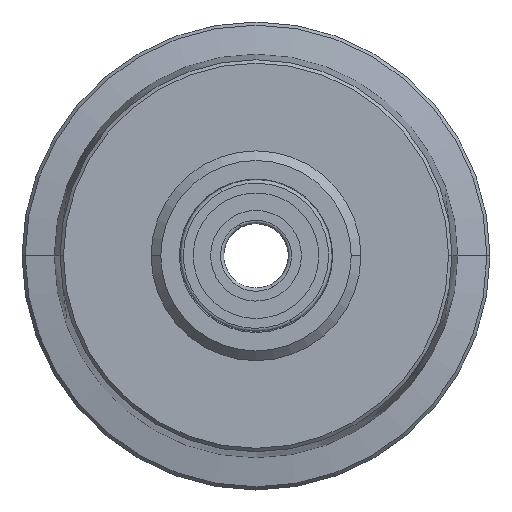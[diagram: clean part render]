
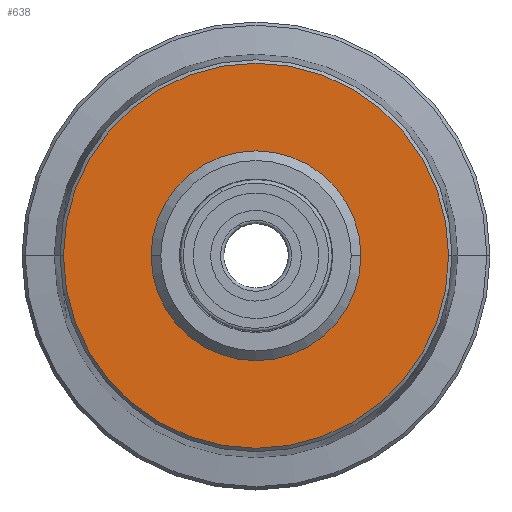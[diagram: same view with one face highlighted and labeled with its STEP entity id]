
A CAD part, top view. The second image highlights one B-rep face of the part: STEP entity #638.
In plain terms, the highlighted planar face has unit normal (0, 0, 1).
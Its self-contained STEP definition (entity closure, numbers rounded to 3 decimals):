
#441 = DIRECTION ( 'NONE',  ( 0., 0., -1. ) ) ;
#554 = AXIS2_PLACEMENT_3D ( 'NONE', #6041, #441, #3250 ) ;
#638 = ADVANCED_FACE ( 'NONE', ( #2864, #969 ), #1544, .F. ) ;
#799 = CARTESIAN_POINT ( 'NONE',  ( 0., 0., 49. ) ) ;
#814 = AXIS2_PLACEMENT_3D ( 'NONE', #1481, #2354, #4741 ) ;
#862 = ORIENTED_EDGE ( 'NONE', *, *, #5812, .T. ) ;
#910 = CIRCLE ( 'NONE', #1880, 59.666 ) ;
#912 = EDGE_LOOP ( 'NONE', ( #4107, #4052 ) ) ;
#969 = FACE_BOUND ( 'NONE', #5334, .T. ) ;
#1190 = VERTEX_POINT ( 'NONE', #3991 ) ;
#1481 = CARTESIAN_POINT ( 'NONE',  ( 0., 60.666, 49. ) ) ;
#1544 = PLANE ( 'NONE',  #814 ) ;
#1809 = DIRECTION ( 'NONE',  ( -1., 0., 0. ) ) ;
#1880 = AXIS2_PLACEMENT_3D ( 'NONE', #5068, #2297, #5650 ) ;
#2024 = VERTEX_POINT ( 'NONE', #4808 ) ;
#2089 = CIRCLE ( 'NONE', #3569, 32.5 ) ;
#2253 = CARTESIAN_POINT ( 'NONE',  ( 59.666, 0., 49. ) ) ;
#2297 = DIRECTION ( 'NONE',  ( 0., 0., 1. ) ) ;
#2354 = DIRECTION ( 'NONE',  ( 0., 0., -1. ) ) ;
#2362 = EDGE_CURVE ( 'NONE', #5797, #4220, #5986, .T. ) ;
#2668 = DIRECTION ( 'NONE',  ( 0., 0., 1. ) ) ;
#2864 = FACE_OUTER_BOUND ( 'NONE', #912, .T. ) ;
#3018 = EDGE_CURVE ( 'NONE', #1190, #2024, #2089, .T. ) ;
#3220 = DIRECTION ( 'NONE',  ( -1., 0., 0. ) ) ;
#3248 = CARTESIAN_POINT ( 'NONE',  ( 0., 0., 49. ) ) ;
#3250 = DIRECTION ( 'NONE',  ( -1., 0., 0. ) ) ;
#3374 = ORIENTED_EDGE ( 'NONE', *, *, #3018, .T. ) ;
#3569 = AXIS2_PLACEMENT_3D ( 'NONE', #799, #3642, #3220 ) ;
#3642 = DIRECTION ( 'NONE',  ( 0., 0., -1. ) ) ;
#3991 = CARTESIAN_POINT ( 'NONE',  ( -32.5, 0., 49. ) ) ;
#4052 = ORIENTED_EDGE ( 'NONE', *, *, #2362, .T. ) ;
#4107 = ORIENTED_EDGE ( 'NONE', *, *, #6063, .T. ) ;
#4220 = VERTEX_POINT ( 'NONE', #4509 ) ;
#4509 = CARTESIAN_POINT ( 'NONE',  ( -59.666, 0., 49. ) ) ;
#4741 = DIRECTION ( 'NONE',  ( -1., 0., 0. ) ) ;
#4808 = CARTESIAN_POINT ( 'NONE',  ( 32.5, 0., 49. ) ) ;
#5068 = CARTESIAN_POINT ( 'NONE',  ( 0., 0., 49. ) ) ;
#5334 = EDGE_LOOP ( 'NONE', ( #3374, #862 ) ) ;
#5482 = AXIS2_PLACEMENT_3D ( 'NONE', #3248, #2668, #1809 ) ;
#5650 = DIRECTION ( 'NONE',  ( -1., 0., 0. ) ) ;
#5797 = VERTEX_POINT ( 'NONE', #2253 ) ;
#5812 = EDGE_CURVE ( 'NONE', #2024, #1190, #6058, .T. ) ;
#5986 = CIRCLE ( 'NONE', #5482, 59.666 ) ;
#6041 = CARTESIAN_POINT ( 'NONE',  ( 0., 0., 49. ) ) ;
#6058 = CIRCLE ( 'NONE', #554, 32.5 ) ;
#6063 = EDGE_CURVE ( 'NONE', #4220, #5797, #910, .T. ) ;
